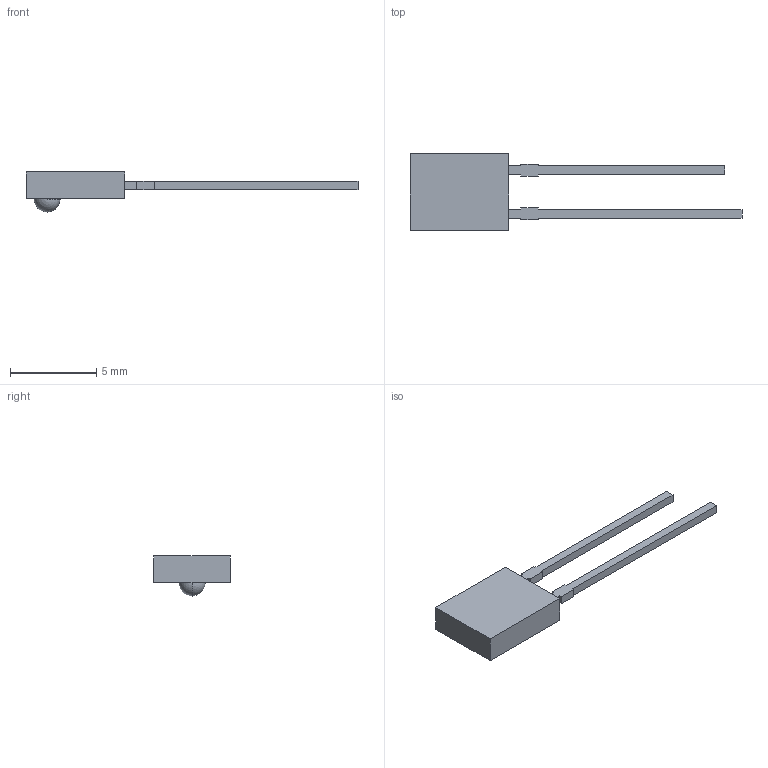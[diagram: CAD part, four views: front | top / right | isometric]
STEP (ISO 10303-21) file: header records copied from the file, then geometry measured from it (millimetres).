
FILE_DESCRIPTION (( 'STEP AP214' ), '1' );
FILE_NAME ('AM4457.STEP', '2008-09-02T20:57:26', ( '' ), ( '' ), 'SwSTEP 2.0', 'SolidWorks 2008', '' );
FILE_SCHEMA (( 'AUTOMOTIVE_DESIGN' ));
Length unit declared in the file: millimetre
Products named in the file (1): AM4457
Bounding box: 19.22 x 4.45 x 2.32 mm (x, y, z)
Volume: 47.1 mm3; surface area: 137.6 mm2
Topology: 1 solids, 1 shells, 321 faces, 868 edges, 578 vertices
Faces by surface type: plane 199, bspline 116, sphere 4, cylinder 2
Entity records: 18855 total; most frequent: CARTESIAN_POINT 8136, ORIENTED_EDGE 1714, DIRECTION 1039, EDGE_CURVE 857, VECTOR 619, LINE 619, VERTEX_POINT 571, EDGE_LOOP 350
